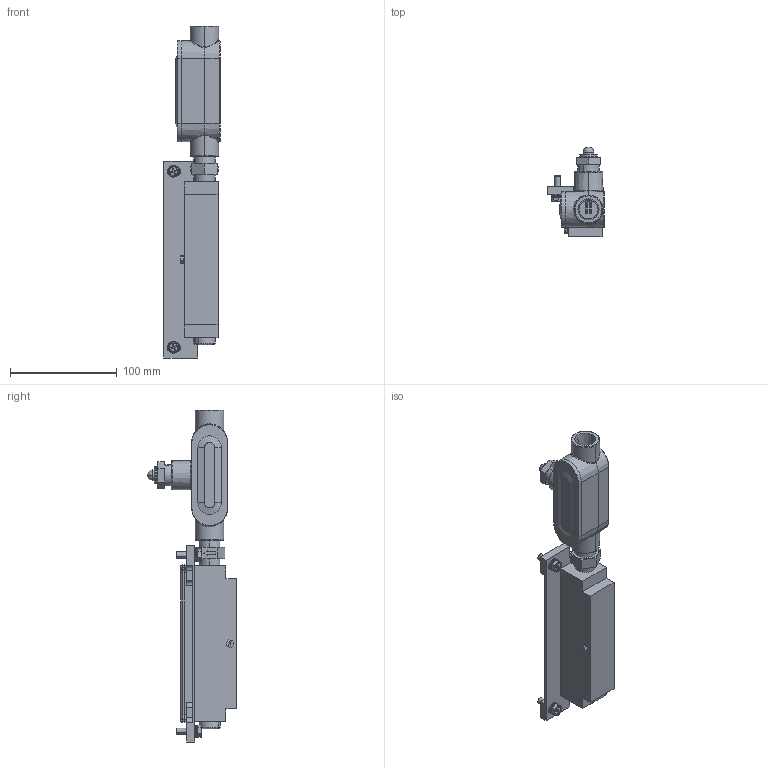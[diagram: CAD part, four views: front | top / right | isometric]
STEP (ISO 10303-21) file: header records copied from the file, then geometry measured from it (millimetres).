
FILE_DESCRIPTION (( 'STEP AP203' ), '1' );
FILE_NAME ('30290.120AC.STEP', '2016-11-09T19:08:01', ( '' ), ( '' ), 'SwSTEP 2.0', 'SolidWorks 2016', '' );
FILE_SCHEMA (( 'CONFIG_CONTROL_DESIGN' ));
Length unit declared in the file: inch
Products named in the file (12): 30533; 126541; 30401-GASKET; 30545; 30302.100; 30596; 899298-30302; 30587; 30302; 30290.120AC; 30401; 30216
Assembly tree (12 placements, depth 3):
  30290.120AC
    30302
      30302.100
      899298-30302
    30401
    30216
    30533
    126541  x2
    30401-GASKET
    30545
    30596
    30587
Bounding box: 52.83 x 83.83 x 311.04 mm (x, y, z)
Volume: 191718.4 mm3; surface area: 97359 mm2
Topology: 11 solids, 12 shells, 421 faces, 1018 edges, 646 vertices
Faces by surface type: plane 209, cylinder 115, cone 42, torus 42, bspline 11, sphere 2
Entity records: 14102 total; most frequent: CARTESIAN_POINT 3896, DIRECTION 1905, ORIENTED_EDGE 1812, EDGE_CURVE 906, AXIS2_PLACEMENT_3D 705, VERTEX_POINT 576, LINE 495, VECTOR 495
